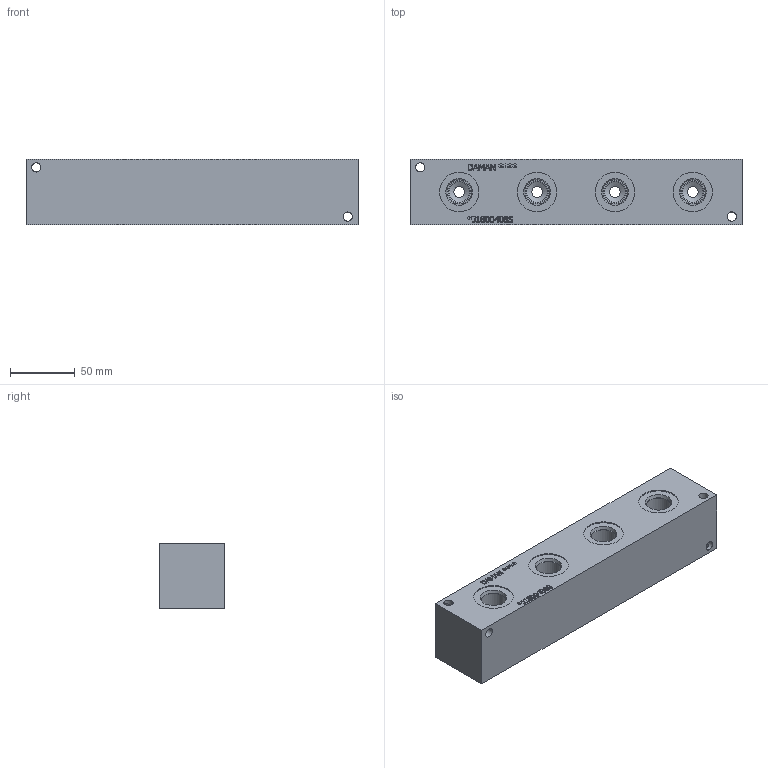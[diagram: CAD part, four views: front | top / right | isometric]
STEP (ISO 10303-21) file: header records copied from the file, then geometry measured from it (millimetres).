
FILE_DESCRIPTION(/* description */ (''),/* implementation_level */ '2;1');
FILE_NAME(/* name */ '_J1800408S.stp',/* time_stamp */ '2022-08-05T13:21:44-04:00',/* author */ ('bobbyh'),/* organization */ (''),/* preprocessor_version */ 'ST-DEVELOPER v18',/* originating_system */ 'Autodesk Inventor 2020',/* authorisation */ '');
FILE_SCHEMA (('AUTOMOTIVE_DESIGN { 1 0 10303 214 3 1 1 }'));
Length unit declared in the file: millimetre
Products named in the file (1): Part_+J1800408S_3D
Bounding box: 257.18 x 50.8 x 50.8 mm (x, y, z)
Volume: 602142.4 mm3; surface area: 71456.3 mm2
Topology: 1 solids, 1 shells, 416 faces, 1120 edges, 748 vertices
Faces by surface type: plane 232, bspline 104, cylinder 48, cone 32
Full cylindrical faces by diameter (mm): 7.137 x8, 15.875 x8, 17.501 x8, 19.05 x8, 19.253 x8, 30.632 x8
Entity records: 13943 total; most frequent: CARTESIAN_POINT 3637, ORIENTED_EDGE 2240, DIRECTION 1714, EDGE_CURVE 1120, VERTEX_POINT 748, LINE 736, VECTOR 736, AXIS2_PLACEMENT_3D 489
